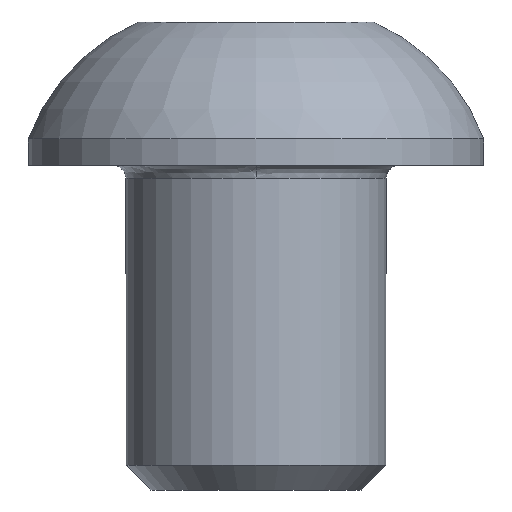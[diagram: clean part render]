
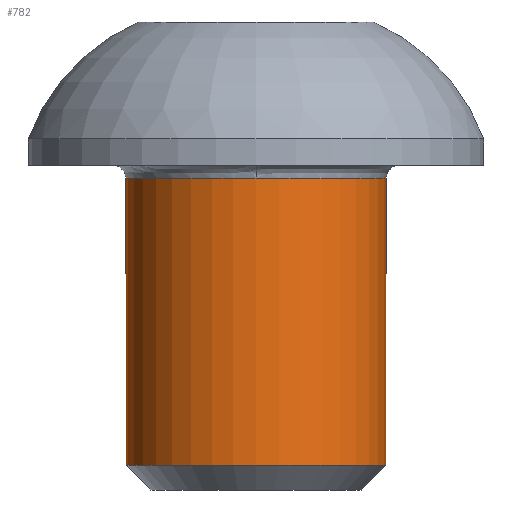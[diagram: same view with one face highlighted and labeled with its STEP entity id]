
A CAD part, front view. The second image highlights one B-rep face of the part: STEP entity #782.
In plain terms, the highlighted cylindrical face has radius 4 mm (diameter 8 mm), a partial arc.
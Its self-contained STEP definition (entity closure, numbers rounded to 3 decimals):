
#4 = VERTEX_POINT ( 'NONE', #190 ) ;
#17 = ORIENTED_EDGE ( 'NONE', *, *, #365, .F. ) ;
#40 = DIRECTION ( 'NONE',  ( 0., 0., -1. ) ) ;
#45 = VECTOR ( 'NONE', #245, 1000. ) ;
#50 = ORIENTED_EDGE ( 'NONE', *, *, #545, .T. ) ;
#61 = CARTESIAN_POINT ( 'NONE',  ( -4., 0., -4.817 ) ) ;
#69 = DIRECTION ( 'NONE',  ( 0., 0., -1. ) ) ;
#146 = CARTESIAN_POINT ( 'NONE',  ( -4., 0., -9.233 ) ) ;
#168 = FACE_OUTER_BOUND ( 'NONE', #539, .T. ) ;
#175 = CIRCLE ( 'NONE', #572, 4. ) ;
#190 = CARTESIAN_POINT ( 'NONE',  ( 0., -4., -0.4 ) ) ;
#203 = LINE ( 'NONE', #609, #232 ) ;
#213 = VERTEX_POINT ( 'NONE', #475 ) ;
#223 = DIRECTION ( 'NONE',  ( -1., 0., 0. ) ) ;
#232 = VECTOR ( 'NONE', #40, 1000. ) ;
#233 = EDGE_CURVE ( 'NONE', #360, #4, #691, .T. ) ;
#245 = DIRECTION ( 'NONE',  ( 0., 0., -1. ) ) ;
#255 = CIRCLE ( 'NONE', #568, 4. ) ;
#283 = LINE ( 'NONE', #61, #45 ) ;
#288 = CARTESIAN_POINT ( 'NONE',  ( 0., 0., -0.4 ) ) ;
#302 = DIRECTION ( 'NONE',  ( -1., 0., 0. ) ) ;
#334 = DIRECTION ( 'NONE',  ( 0., 0., -1. ) ) ;
#340 = CARTESIAN_POINT ( 'NONE',  ( 0., 0., -4.817 ) ) ;
#352 = CARTESIAN_POINT ( 'NONE',  ( 4., 0., -0.4 ) ) ;
#360 = VERTEX_POINT ( 'NONE', #352 ) ;
#365 = EDGE_CURVE ( 'NONE', #360, #759, #203, .T. ) ;
#372 = DIRECTION ( 'NONE',  ( -1., 0., 0. ) ) ;
#406 = AXIS2_PLACEMENT_3D ( 'NONE', #288, #606, #223 ) ;
#445 = CARTESIAN_POINT ( 'NONE',  ( 0., 0., -0.4 ) ) ;
#475 = CARTESIAN_POINT ( 'NONE',  ( -4., 0., -0.4 ) ) ;
#488 = AXIS2_PLACEMENT_3D ( 'NONE', #340, #334, #674 ) ;
#539 = EDGE_LOOP ( 'NONE', ( #17, #795, #50, #767, #588 ) ) ;
#545 = EDGE_CURVE ( 'NONE', #4, #213, #255, .T. ) ;
#568 = AXIS2_PLACEMENT_3D ( 'NONE', #445, #69, #302 ) ;
#572 = AXIS2_PLACEMENT_3D ( 'NONE', #744, #684, #372 ) ;
#588 = ORIENTED_EDGE ( 'NONE', *, *, #616, .T. ) ;
#606 = DIRECTION ( 'NONE',  ( 0., 0., -1. ) ) ;
#609 = CARTESIAN_POINT ( 'NONE',  ( 4., 0., -4.817 ) ) ;
#616 = EDGE_CURVE ( 'NONE', #779, #759, #175, .T. ) ;
#620 = EDGE_CURVE ( 'NONE', #213, #779, #283, .T. ) ;
#674 = DIRECTION ( 'NONE',  ( -1., 0., 0. ) ) ;
#675 = CYLINDRICAL_SURFACE ( 'NONE', #488, 4. ) ;
#684 = DIRECTION ( 'NONE',  ( 0., 0., 1. ) ) ;
#691 = CIRCLE ( 'NONE', #406, 4. ) ;
#744 = CARTESIAN_POINT ( 'NONE',  ( 0., 0., -9.233 ) ) ;
#759 = VERTEX_POINT ( 'NONE', #760 ) ;
#760 = CARTESIAN_POINT ( 'NONE',  ( 4., 0., -9.233 ) ) ;
#767 = ORIENTED_EDGE ( 'NONE', *, *, #620, .T. ) ;
#779 = VERTEX_POINT ( 'NONE', #146 ) ;
#782 = ADVANCED_FACE ( 'NONE', ( #168 ), #675, .T. ) ;
#795 = ORIENTED_EDGE ( 'NONE', *, *, #233, .T. ) ;
